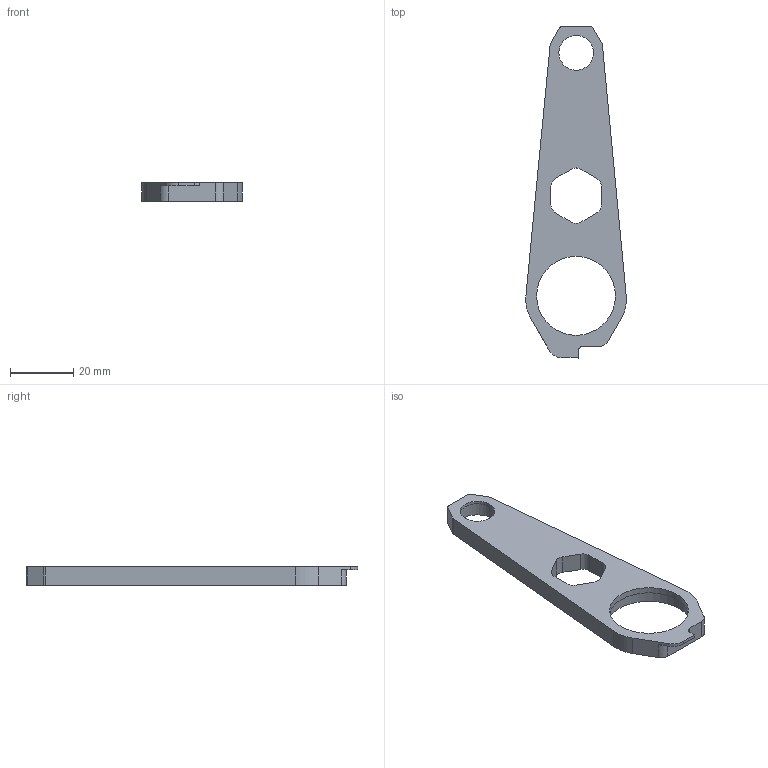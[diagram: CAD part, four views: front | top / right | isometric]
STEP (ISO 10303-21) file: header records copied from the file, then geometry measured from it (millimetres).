
FILE_DESCRIPTION(/* description */ (''),/* implementation_level */ '2;1');
FILE_NAME(/* name */ 'SL1 - 9 - Con rod.stp',/* time_stamp */ '2019-05-07T12:28:24+02:00',/* author */ ('Pepa'),/* organization */ (''),/* preprocessor_version */ 'ST-DEVELOPER v17',/* originating_system */ 'Autodesk Inventor 2019',/* authorisation */ '');
FILE_SCHEMA (('AUTOMOTIVE_DESIGN { 1 0 10303 214 3 1 1 }'));
Length unit declared in the file: millimetre
Products named in the file (1): SL1 - 9 - 2775
Bounding box: 31.85 x 105.21 x 6 mm (x, y, z)
Volume: 9278.5 mm3; surface area: 5796.9 mm2
Topology: 1 solids, 1 shells, 41 faces, 111 edges, 74 vertices
Faces by surface type: plane 21, cylinder 12, bspline 8
Full cylindrical faces by diameter (mm): 11 x1, 13 x1, 25 x1, 27 x1
Entity records: 1521 total; most frequent: CARTESIAN_POINT 409, ORIENTED_EDGE 222, DIRECTION 195, EDGE_CURVE 111, VERTEX_POINT 74, LINE 71, VECTOR 71, AXIS2_PLACEMENT_3D 62
